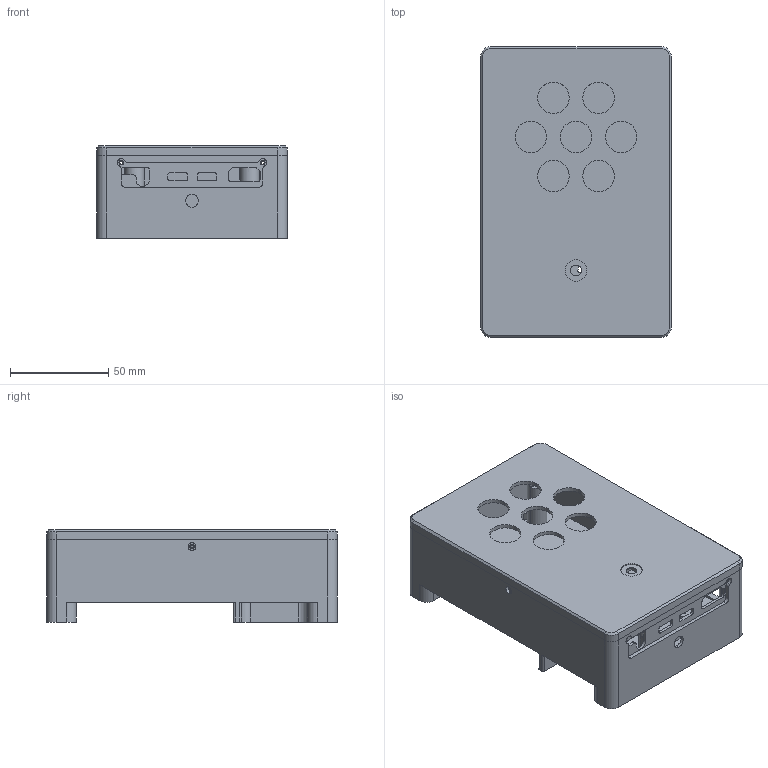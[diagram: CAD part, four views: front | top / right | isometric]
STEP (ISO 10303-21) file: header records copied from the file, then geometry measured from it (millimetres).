
FILE_DESCRIPTION (( 'STEP AP203' ), '1' );
FILE_NAME ('Enclosure.STEP', '2019-09-18T14:48:39', ( '' ), ( '' ), 'SwSTEP 2.0', 'SolidWorks 2018', '' );
FILE_SCHEMA (( 'CONFIG_CONTROL_DESIGN' ));
Length unit declared in the file: millimetre
Products named in the file (1): Enclosure
Bounding box: 97 x 148 x 47 mm (x, y, z)
Volume: 164854.4 mm3; surface area: 107798.8 mm2
Topology: 2 solids, 2 shells, 450 faces, 1195 edges, 785 vertices
Faces by surface type: cylinder 233, plane 189, torus 16, cone 12
Entity records: 14371 total; most frequent: DIRECTION 2618, CARTESIAN_POINT 2431, ORIENTED_EDGE 2390, EDGE_CURVE 1195, AXIS2_PLACEMENT_3D 972, VERTEX_POINT 785, LINE 674, VECTOR 674
